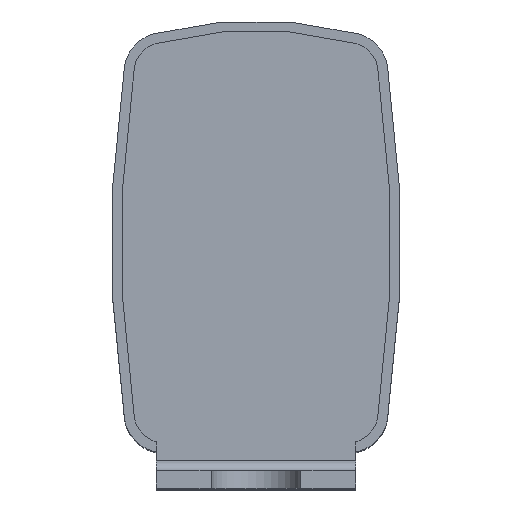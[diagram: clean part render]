
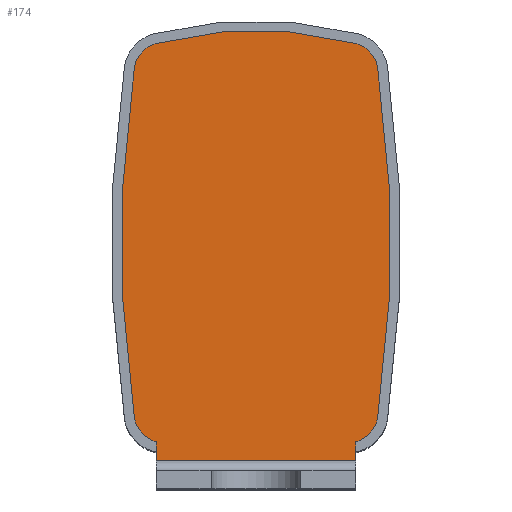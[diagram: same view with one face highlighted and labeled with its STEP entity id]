
A CAD part, top view. The second image highlights one B-rep face of the part: STEP entity #174.
In plain terms, the highlighted planar face has unit normal (0, 0, 1).
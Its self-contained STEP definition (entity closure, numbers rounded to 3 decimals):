
#174=ADVANCED_FACE('',(#246),#200,.T.);
#200=PLANE('',#1160);
#246=FACE_OUTER_BOUND('',#300,.T.);
#300=EDGE_LOOP('',(#605,#606,#607,#608,#609,#610,#611,#612,#613,#614));
#358=CIRCLE('',#1137,120.);
#359=CIRCLE('',#1139,3.);
#361=CIRCLE('',#1143,3.);
#362=CIRCLE('',#1145,120.);
#363=CIRCLE('',#1147,3.);
#364=CIRCLE('',#1149,39.);
#365=CIRCLE('',#1151,3.);
#605=ORIENTED_EDGE('',*,*,#882,.T.);
#606=ORIENTED_EDGE('',*,*,#888,.T.);
#607=ORIENTED_EDGE('',*,*,#884,.T.);
#608=ORIENTED_EDGE('',*,*,#867,.T.);
#609=ORIENTED_EDGE('',*,*,#870,.T.);
#610=ORIENTED_EDGE('',*,*,#872,.T.);
#611=ORIENTED_EDGE('',*,*,#874,.T.);
#612=ORIENTED_EDGE('',*,*,#875,.T.);
#613=ORIENTED_EDGE('',*,*,#857,.T.);
#614=ORIENTED_EDGE('',*,*,#862,.T.);
#733=VERTEX_POINT('',#1691);
#734=VERTEX_POINT('',#1693);
#737=VERTEX_POINT('',#1704);
#740=VERTEX_POINT('',#1717);
#741=VERTEX_POINT('',#1719);
#742=VERTEX_POINT('',#1723);
#743=VERTEX_POINT('',#1727);
#744=VERTEX_POINT('',#1731);
#748=VERTEX_POINT('',#1746);
#749=VERTEX_POINT('',#1751);
#857=EDGE_CURVE('',#734,#733,#358,.T.);
#862=EDGE_CURVE('',#733,#737,#359,.T.);
#867=EDGE_CURVE('',#741,#740,#361,.T.);
#870=EDGE_CURVE('',#740,#742,#362,.T.);
#872=EDGE_CURVE('',#742,#743,#363,.T.);
#874=EDGE_CURVE('',#743,#744,#364,.T.);
#875=EDGE_CURVE('',#744,#734,#365,.T.);
#882=EDGE_CURVE('',#737,#748,#965,.T.);
#884=EDGE_CURVE('',#749,#741,#966,.T.);
#888=EDGE_CURVE('',#748,#749,#969,.T.);
#965=LINE('',#1747,#1045);
#966=LINE('',#1750,#1046);
#969=LINE('',#1758,#1049);
#1045=VECTOR('',#1432,1.);
#1046=VECTOR('',#1437,1.);
#1049=VECTOR('',#1444,1.);
#1137=AXIS2_PLACEMENT_3D('',#1692,#1381,#1382);
#1139=AXIS2_PLACEMENT_3D('',#1705,#1388,#1389);
#1143=AXIS2_PLACEMENT_3D('',#1718,#1398,#1399);
#1145=AXIS2_PLACEMENT_3D('',#1724,#1404,#1405);
#1147=AXIS2_PLACEMENT_3D('',#1728,#1409,#1410);
#1149=AXIS2_PLACEMENT_3D('',#1732,#1414,#1415);
#1151=AXIS2_PLACEMENT_3D('',#1734,#1418,#1419);
#1160=AXIS2_PLACEMENT_3D('',#1759,#1445,#1446);
#1381=DIRECTION('',(0.,0.,1.));
#1382=DIRECTION('',(1.,0.,0.));
#1388=DIRECTION('',(0.,0.,1.));
#1389=DIRECTION('',(1.,0.,0.));
#1398=DIRECTION('',(0.,0.,1.));
#1399=DIRECTION('',(1.,0.,0.));
#1404=DIRECTION('',(0.,0.,1.));
#1405=DIRECTION('',(1.,0.,0.));
#1409=DIRECTION('',(0.,0.,1.));
#1410=DIRECTION('',(1.,0.,0.));
#1414=DIRECTION('',(0.,0.,1.));
#1415=DIRECTION('',(1.,0.,0.));
#1418=DIRECTION('',(0.,0.,1.));
#1419=DIRECTION('',(1.,0.,0.));
#1432=DIRECTION('',(0.,-1.,0.));
#1437=DIRECTION('',(0.,1.,0.));
#1444=DIRECTION('',(1.,0.,0.));
#1445=DIRECTION('',(0.,0.,1.));
#1446=DIRECTION('',(1.,0.,0.));
#1691=CARTESIAN_POINT('',(1.44,7.231,49.2));
#1692=CARTESIAN_POINT('',(120.153,24.762,49.2));
#1693=CARTESIAN_POINT('',(1.44,42.293,49.2));
#1704=CARTESIAN_POINT('',(3.653,4.766,49.2));
#1705=CARTESIAN_POINT('',(4.408,7.669,49.2));
#1717=CARTESIAN_POINT('',(25.865,7.231,49.2));
#1718=CARTESIAN_POINT('',(22.898,7.669,49.2));
#1719=CARTESIAN_POINT('',(23.653,4.766,49.2));
#1723=CARTESIAN_POINT('',(25.865,42.293,49.2));
#1724=CARTESIAN_POINT('',(-92.847,24.762,49.2));
#1727=CARTESIAN_POINT('',(23.668,44.754,49.2));
#1728=CARTESIAN_POINT('',(22.898,41.855,49.2));
#1731=CARTESIAN_POINT('',(3.638,44.754,49.2));
#1732=CARTESIAN_POINT('',(13.653,7.062,49.2));
#1734=CARTESIAN_POINT('',(4.408,41.855,49.2));
#1746=CARTESIAN_POINT('',(3.653,2.862,49.2));
#1747=CARTESIAN_POINT('',(3.653,4.766,49.2));
#1750=CARTESIAN_POINT('',(23.653,0.062,49.2));
#1751=CARTESIAN_POINT('',(23.653,2.862,49.2));
#1758=CARTESIAN_POINT('',(23.653,2.862,49.2));
#1759=CARTESIAN_POINT('',(120.153,24.762,49.2));
